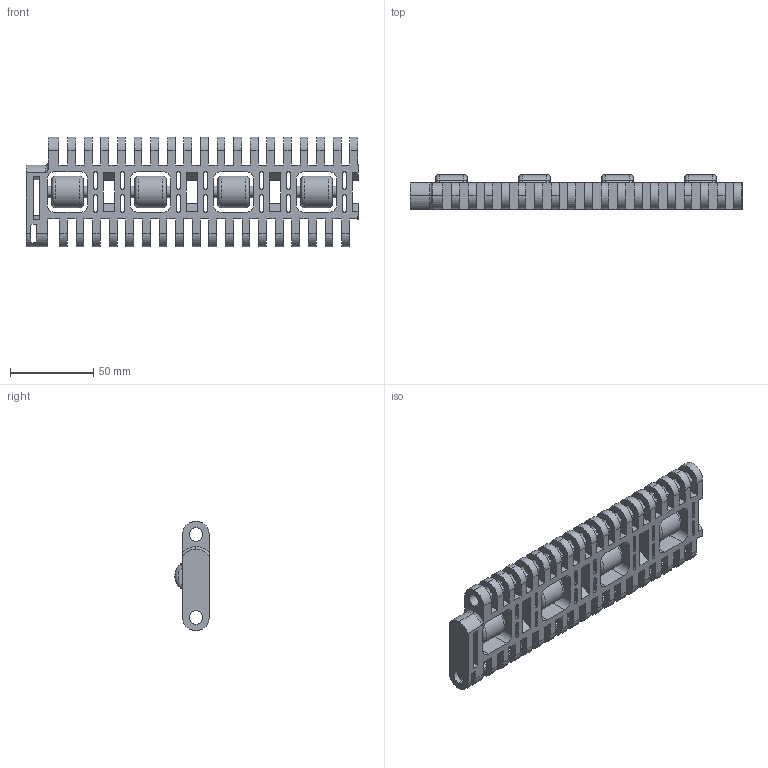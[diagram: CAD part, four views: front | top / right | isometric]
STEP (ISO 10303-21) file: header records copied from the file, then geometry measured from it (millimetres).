
FILE_DESCRIPTION (( 'STEP AP203' ), '1' );
FILE_NAME ('D50 0º.STEP', '2025-06-05T09:39:51', ( '' ), ( '' ), 'SwSTEP 2.0', 'SolidWorks 2024', '' );
FILE_SCHEMA (( 'CONFIG_CONTROL_DESIGN' ));
Length unit declared in the file: millimetre
Products named in the file (1): D50 0º
Bounding box: 200 x 20.7 x 66 mm (x, y, z)
Volume: 110084.7 mm3; surface area: 62857 mm2
Topology: 5 solids, 5 shells, 465 faces, 1330 edges, 881 vertices
Faces by surface type: cylinder 237, plane 210, torus 18
Entity records: 15726 total; most frequent: DIRECTION 2765, CARTESIAN_POINT 2729, ORIENTED_EDGE 2660, EDGE_CURVE 1330, AXIS2_PLACEMENT_3D 975, VERTEX_POINT 881, VECTOR 815, LINE 815
